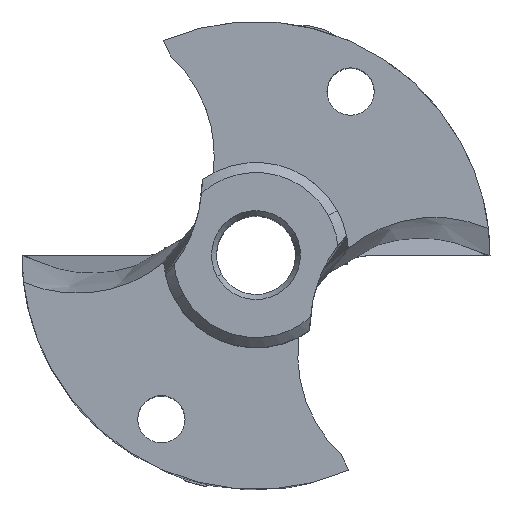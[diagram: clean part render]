
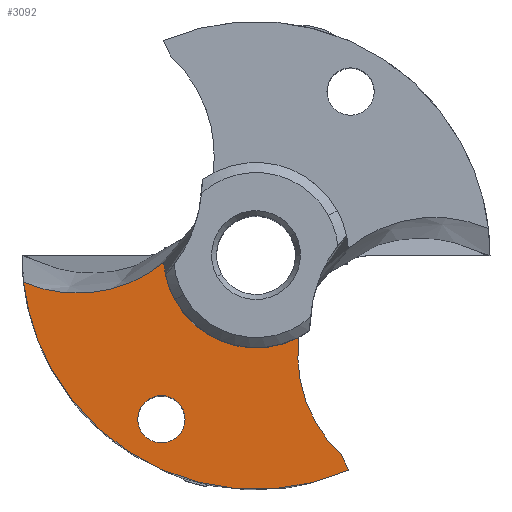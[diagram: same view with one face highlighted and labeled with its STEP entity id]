
A CAD part, top view. The second image highlights one B-rep face of the part: STEP entity #3092.
In plain terms, the highlighted planar face has unit normal (0, 0, 1).
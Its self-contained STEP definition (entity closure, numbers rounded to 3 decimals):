
#281=AXIS2_PLACEMENT_3D('Circle Axis2P3D',#279,#280,$) ;
#830=AXIS2_PLACEMENT_3D('Circle Axis2P3D',#828,#829,$) ;
#849=AXIS2_PLACEMENT_3D('Circle Axis2P3D',#847,#848,$) ;
#1324=AXIS2_PLACEMENT_3D('Circle Axis2P3D',#1322,#1323,$) ;
#1766=AXIS2_PLACEMENT_3D('Plane Axis2P3D',#1763,#1764,#1765) ;
#2921=AXIS2_PLACEMENT_3D('Circle Axis2P3D',#2919,#2920,$) ;
#3076=AXIS2_PLACEMENT_3D('Circle Axis2P3D',#3074,#3075,$) ;
#276=CARTESIAN_POINT('Vertex',(-20.404,-11.147,0.)) ;
#279=CARTESIAN_POINT('Axis2P3D Location',(0.,0.,0.)) ;
#283=CARTESIAN_POINT('Vertex',(-23.098,-2.657,0.)) ;
#458=CARTESIAN_POINT('Vertex',(8.492,-19.806,0.)) ;
#462=CARTESIAN_POINT('Control Point',(8.492,-19.806,0.)) ;
#463=CARTESIAN_POINT('Control Point',(8.636,-20.114,0.)) ;
#464=CARTESIAN_POINT('Control Point',(8.779,-20.423,0.)) ;
#465=CARTESIAN_POINT('Control Point',(8.923,-20.731,0.)) ;
#466=CARTESIAN_POINT('Control Point',(9.067,-21.039,0.)) ;
#467=CARTESIAN_POINT('Control Point',(9.211,-21.348,0.)) ;
#468=CARTESIAN_POINT('Vertex',(9.211,-21.348,0.)) ;
#620=CARTESIAN_POINT('Control Point',(-23.098,-2.657,0.)) ;
#621=CARTESIAN_POINT('Control Point',(-20.505,-3.795,0.)) ;
#622=CARTESIAN_POINT('Control Point',(-17.478,-4.305,0.)) ;
#623=CARTESIAN_POINT('Control Point',(-14.277,-3.874,0.)) ;
#624=CARTESIAN_POINT('Control Point',(-11.444,-2.565,0.)) ;
#625=CARTESIAN_POINT('Control Point',(-9.173,-0.704,0.)) ;
#626=CARTESIAN_POINT('Vertex',(-9.173,-0.704,0.)) ;
#825=CARTESIAN_POINT('Vertex',(-9.4,-13.931,0.)) ;
#828=CARTESIAN_POINT('Axis2P3D Location',(-9.4,-16.281,0.)) ;
#832=CARTESIAN_POINT('Vertex',(-9.4,-18.631,0.)) ;
#847=CARTESIAN_POINT('Axis2P3D Location',(-9.4,-16.281,0.)) ;
#964=CARTESIAN_POINT('Vertex',(4.266,-8.151,0.)) ;
#968=CARTESIAN_POINT('Control Point',(8.492,-19.806,0.)) ;
#969=CARTESIAN_POINT('Control Point',(6.641,-18.108,0.)) ;
#970=CARTESIAN_POINT('Control Point',(5.128,-15.917,0.)) ;
#971=CARTESIAN_POINT('Control Point',(4.194,-13.335,0.)) ;
#972=CARTESIAN_POINT('Control Point',(3.941,-10.675,0.)) ;
#973=CARTESIAN_POINT('Control Point',(4.266,-8.151,0.)) ;
#1319=CARTESIAN_POINT('Vertex',(-8.074,-4.411,0.)) ;
#1322=CARTESIAN_POINT('Axis2P3D Location',(0.,0.,0.)) ;
#1763=CARTESIAN_POINT('Axis2P3D Location',(23.25,0.,0.)) ;
#2919=CARTESIAN_POINT('Axis2P3D Location',(0.,0.,0.)) ;
#3074=CARTESIAN_POINT('Axis2P3D Location',(0.,0.,0.)) ;
#280=DIRECTION('Axis2P3D Direction',(0.,0.,1.)) ;
#829=DIRECTION('Axis2P3D Direction',(-0.,0.,-1.)) ;
#848=DIRECTION('Axis2P3D Direction',(-0.,0.,-1.)) ;
#1323=DIRECTION('Axis2P3D Direction',(0.,0.,1.)) ;
#1764=DIRECTION('Axis2P3D Direction',(0.,0.,1.)) ;
#1765=DIRECTION('Axis2P3D XDirection',(1.,0.,0.)) ;
#2920=DIRECTION('Axis2P3D Direction',(0.,0.,1.)) ;
#3075=DIRECTION('Axis2P3D Direction',(0.,0.,1.)) ;
#3080=ORIENTED_EDGE('',*,*,#974,.T.) ;
#3081=ORIENTED_EDGE('',*,*,#1326,.F.) ;
#3082=ORIENTED_EDGE('',*,*,#2923,.F.) ;
#3083=ORIENTED_EDGE('',*,*,#628,.F.) ;
#3084=ORIENTED_EDGE('',*,*,#285,.T.) ;
#3085=ORIENTED_EDGE('',*,*,#3078,.T.) ;
#3086=ORIENTED_EDGE('',*,*,#470,.F.) ;
#3089=ORIENTED_EDGE('',*,*,#834,.T.) ;
#3090=ORIENTED_EDGE('',*,*,#851,.T.) ;
#3091=FACE_BOUND('',#3088,.T.) ;
#3092=ADVANCED_FACE('NOCUT',(#3087,#3091),#1767,.T.) ;
#461=B_SPLINE_CURVE_WITH_KNOTS('',5,(#462,#463,#464,#465,#466,#467),.UNSPECIFIED.,.F.,.U.,(6,6),(2.252,3.952),.UNSPECIFIED.) ;
#619=B_SPLINE_CURVE_WITH_KNOTS('',5,(#620,#621,#622,#623,#624,#625),.UNSPECIFIED.,.F.,.U.,(6,6),(0.246,21.088),.UNSPECIFIED.) ;
#967=B_SPLINE_CURVE_WITH_KNOTS('',5,(#968,#969,#970,#971,#972,#973),.UNSPECIFIED.,.F.,.U.,(6,6),(4.259,22.319),.UNSPECIFIED.) ;
#282=CIRCLE('generated circle',#281,23.25) ;
#831=CIRCLE('generated circle',#830,2.35) ;
#850=CIRCLE('generated circle',#849,2.35) ;
#1325=CIRCLE('generated circle',#1324,9.2) ;
#2922=CIRCLE('generated circle',#2921,9.2) ;
#3077=CIRCLE('generated circle',#3076,23.25) ;
#285=EDGE_CURVE('',#284,#277,#282,.T.) ;
#470=EDGE_CURVE('',#459,#469,#461,.T.) ;
#628=EDGE_CURVE('',#284,#627,#619,.T.) ;
#834=EDGE_CURVE('',#833,#826,#831,.T.) ;
#851=EDGE_CURVE('',#826,#833,#850,.T.) ;
#974=EDGE_CURVE('',#459,#965,#967,.T.) ;
#1326=EDGE_CURVE('',#1320,#965,#1325,.T.) ;
#2923=EDGE_CURVE('',#627,#1320,#2922,.T.) ;
#3078=EDGE_CURVE('',#277,#469,#3077,.T.) ;
#3079=EDGE_LOOP('',(#3080,#3081,#3082,#3083,#3084,#3085,#3086)) ;
#3088=EDGE_LOOP('',(#3089,#3090)) ;
#3087=FACE_OUTER_BOUND('',#3079,.T.) ;
#1767=PLANE('',#1766) ;
#277=VERTEX_POINT('',#276) ;
#284=VERTEX_POINT('',#283) ;
#459=VERTEX_POINT('',#458) ;
#469=VERTEX_POINT('',#468) ;
#627=VERTEX_POINT('',#626) ;
#826=VERTEX_POINT('',#825) ;
#833=VERTEX_POINT('',#832) ;
#965=VERTEX_POINT('',#964) ;
#1320=VERTEX_POINT('',#1319) ;
